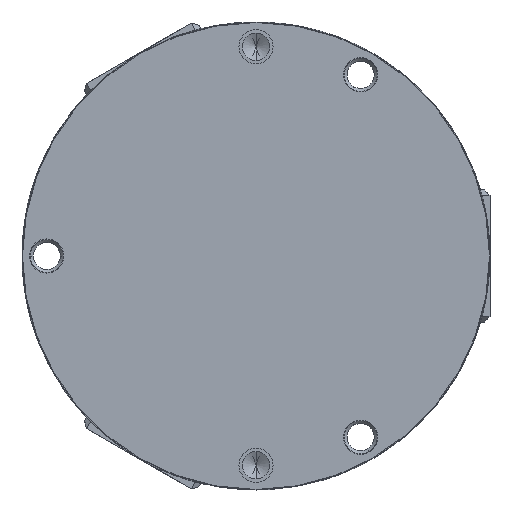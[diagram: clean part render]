
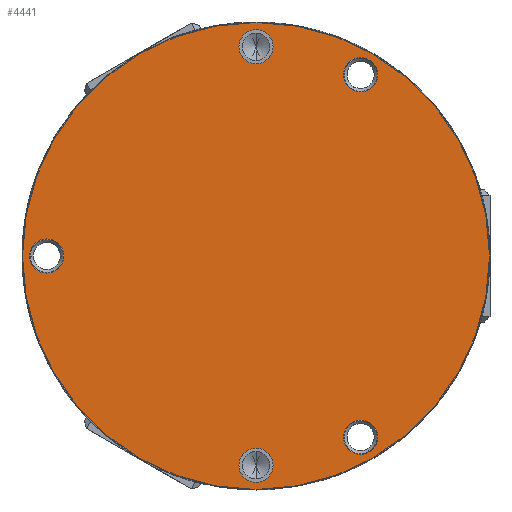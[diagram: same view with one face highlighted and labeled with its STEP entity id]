
A CAD part, front view. The second image highlights one B-rep face of the part: STEP entity #4441.
In plain terms, the highlighted planar face has unit normal (0, -1, 0).
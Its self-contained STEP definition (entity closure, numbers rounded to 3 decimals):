
#1981 = EDGE_CURVE( '', #3649, #4343, #5848, .T. );
#2543 = EDGE_CURVE( '', #3707, #3513, #6465, .T. );
#2545 = EDGE_CURVE( '', #5543, #4009, #6467, .T. );
#2653 = EDGE_CURVE( '', #3383, #5211, #6588, .T. );
#2737 = EDGE_CURVE( '', #5467, #2945, #6678, .T. );
#2945 = VERTEX_POINT( '', #6907 );
#3145 = EDGE_CURVE( '', #4009, #5543, #7126, .T. );
#3383 = VERTEX_POINT( '', #7398 );
#3475 = EDGE_CURVE( '', #3513, #3707, #7501, .T. );
#3513 = VERTEX_POINT( '', #7542 );
#3599 = EDGE_CURVE( '', #5211, #3383, #7639, .T. );
#3645 = VERTEX_POINT( '', #7688 );
#3649 = VERTEX_POINT( '', #7692 );
#3707 = VERTEX_POINT( '', #7755 );
#4009 = VERTEX_POINT( '', #8098 );
#4075 = EDGE_CURVE( '', #3645, #4801, #8168, .T. );
#4343 = VERTEX_POINT( '', #8464 );
#4441 = ADVANCED_FACE( '', ( #8570, #8571, #8572, #8573, #8574, #8575 ), #8576, .F. );
#4801 = VERTEX_POINT( '', #8976 );
#5211 = VERTEX_POINT( '', #9440 );
#5449 = EDGE_CURVE( '', #4343, #3649, #9702, .T. );
#5467 = VERTEX_POINT( '', #9721 );
#5473 = EDGE_CURVE( '', #4801, #3645, #9727, .T. );
#5543 = VERTEX_POINT( '', #9802 );
#5783 = EDGE_CURVE( '', #2945, #5467, #10073, .T. );
#5848 = CIRCLE( '', #10142, 42.4 );
#6465 = CIRCLE( '', #11032, 3.1 );
#6467 = CIRCLE( '', #11035, 3.1 );
#6588 = CIRCLE( '', #11197, 3.1 );
#6678 = CIRCLE( '', #11333, 3.1 );
#6907 = CARTESIAN_POINT( '', ( 0., 0., 34.9 ) );
#7126 = CIRCLE( '', #11957, 3.1 );
#7398 = CARTESIAN_POINT( '', ( 20.55, 0., -35.594 ) );
#7501 = CIRCLE( '', #12475, 3.1 );
#7542 = CARTESIAN_POINT( '', ( 17.45, 0., 30.224 ) );
#7639 = CIRCLE( '', #12674, 3.1 );
#7688 = CARTESIAN_POINT( '', ( 0., 0., -41.1 ) );
#7692 = CARTESIAN_POINT( '', ( -42.4, 0., 0. ) );
#7755 = CARTESIAN_POINT( '', ( 20.55, 0., 35.594 ) );
#8098 = CARTESIAN_POINT( '', ( -41.1, 0., 0. ) );
#8168 = CIRCLE( '', #13486, 3.1 );
#8464 = CARTESIAN_POINT( '', ( 42.4, 0., 0. ) );
#8570 = FACE_BOUND( '', #14096, .T. );
#8571 = FACE_BOUND( '', #14097, .T. );
#8572 = FACE_BOUND( '', #14098, .T. );
#8573 = FACE_BOUND( '', #14099, .T. );
#8574 = FACE_BOUND( '', #14100, .T. );
#8575 = FACE_OUTER_BOUND( '', #14101, .T. );
#8576 = PLANE( '', #14102 );
#8976 = CARTESIAN_POINT( '', ( 0., 0., -34.9 ) );
#9440 = CARTESIAN_POINT( '', ( 17.45, 0., -30.224 ) );
#9702 = CIRCLE( '', #15688, 42.4 );
#9721 = CARTESIAN_POINT( '', ( 0., 0., 41.1 ) );
#9727 = CIRCLE( '', #15724, 3.1 );
#9802 = CARTESIAN_POINT( '', ( -34.9, 0., 0. ) );
#10073 = CIRCLE( '', #16231, 3.1 );
#10142 = AXIS2_PLACEMENT_3D( '', #16299, #16300, #16301 );
#11032 = AXIS2_PLACEMENT_3D( '', #16996, #16997, #16998 );
#11035 = AXIS2_PLACEMENT_3D( '', #16999, #17000, #17001 );
#11197 = AXIS2_PLACEMENT_3D( '', #17121, #17122, #17123 );
#11333 = AXIS2_PLACEMENT_3D( '', #17209, #17210, #17211 );
#11957 = AXIS2_PLACEMENT_3D( '', #17682, #17683, #17684 );
#12475 = AXIS2_PLACEMENT_3D( '', #18139, #18140, #18141 );
#12674 = AXIS2_PLACEMENT_3D( '', #18304, #18305, #18306 );
#13486 = AXIS2_PLACEMENT_3D( '', #18929, #18930, #18931 );
#14096 = EDGE_LOOP( '', ( #19333, #19334 ) );
#14097 = EDGE_LOOP( '', ( #19335, #19336 ) );
#14098 = EDGE_LOOP( '', ( #19337, #19338 ) );
#14099 = EDGE_LOOP( '', ( #19339, #19340 ) );
#14100 = EDGE_LOOP( '', ( #19341, #19342 ) );
#14101 = EDGE_LOOP( '', ( #19343, #19344 ) );
#14102 = AXIS2_PLACEMENT_3D( '', #19345, #19346, #19347 );
#15688 = AXIS2_PLACEMENT_3D( '', #20683, #20684, #20685 );
#15724 = AXIS2_PLACEMENT_3D( '', #20711, #20712, #20713 );
#16231 = AXIS2_PLACEMENT_3D( '', #21119, #21120, #21121 );
#16299 = CARTESIAN_POINT( '', ( 0., 0., 0. ) );
#16300 = DIRECTION( '', ( 0., 1., 0. ) );
#16301 = DIRECTION( '', ( 1., 0., 0. ) );
#16996 = CARTESIAN_POINT( '', ( 19., 0., 32.909 ) );
#16997 = DIRECTION( '', ( 0., 1., 0. ) );
#16998 = DIRECTION( '', ( -0.5, 0., -0.866 ) );
#16999 = CARTESIAN_POINT( '', ( -38., 0., 0. ) );
#17000 = DIRECTION( '', ( 0., 1., 0. ) );
#17001 = DIRECTION( '', ( 1., 0., 0. ) );
#17121 = CARTESIAN_POINT( '', ( 19., 0., -32.909 ) );
#17122 = DIRECTION( '', ( 0., 1., 0. ) );
#17123 = DIRECTION( '', ( -0.5, 0., 0.866 ) );
#17209 = CARTESIAN_POINT( '', ( 0., 0., 38. ) );
#17210 = DIRECTION( '', ( 0., 1., 0. ) );
#17211 = DIRECTION( '', ( 0., 0., -1. ) );
#17682 = CARTESIAN_POINT( '', ( -38., 0., 0. ) );
#17683 = DIRECTION( '', ( 0., 1., 0. ) );
#17684 = DIRECTION( '', ( 1., 0., 0. ) );
#18139 = CARTESIAN_POINT( '', ( 19., 0., 32.909 ) );
#18140 = DIRECTION( '', ( 0., 1., 0. ) );
#18141 = DIRECTION( '', ( -0.5, 0., -0.866 ) );
#18304 = CARTESIAN_POINT( '', ( 19., 0., -32.909 ) );
#18305 = DIRECTION( '', ( 0., 1., 0. ) );
#18306 = DIRECTION( '', ( -0.5, 0., 0.866 ) );
#18929 = CARTESIAN_POINT( '', ( 0., 0., -38. ) );
#18930 = DIRECTION( '', ( 0., 1., 0. ) );
#18931 = DIRECTION( '', ( 0., 0., -1. ) );
#19333 = ORIENTED_EDGE( '', *, *, #5783, .T. );
#19334 = ORIENTED_EDGE( '', *, *, #2737, .T. );
#19335 = ORIENTED_EDGE( '', *, *, #4075, .T. );
#19336 = ORIENTED_EDGE( '', *, *, #5473, .T. );
#19337 = ORIENTED_EDGE( '', *, *, #3599, .T. );
#19338 = ORIENTED_EDGE( '', *, *, #2653, .T. );
#19339 = ORIENTED_EDGE( '', *, *, #3475, .T. );
#19340 = ORIENTED_EDGE( '', *, *, #2543, .T. );
#19341 = ORIENTED_EDGE( '', *, *, #2545, .T. );
#19342 = ORIENTED_EDGE( '', *, *, #3145, .T. );
#19343 = ORIENTED_EDGE( '', *, *, #5449, .F. );
#19344 = ORIENTED_EDGE( '', *, *, #1981, .F. );
#19345 = CARTESIAN_POINT( '', ( 0., 0., 0. ) );
#19346 = DIRECTION( '', ( 0., 1., 0. ) );
#19347 = DIRECTION( '', ( 0., 0., 1. ) );
#20683 = CARTESIAN_POINT( '', ( 0., 0., 0. ) );
#20684 = DIRECTION( '', ( 0., 1., 0. ) );
#20685 = DIRECTION( '', ( 1., 0., 0. ) );
#20711 = CARTESIAN_POINT( '', ( 0., 0., -38. ) );
#20712 = DIRECTION( '', ( 0., 1., 0. ) );
#20713 = DIRECTION( '', ( 0., 0., -1. ) );
#21119 = CARTESIAN_POINT( '', ( 0., 0., 38. ) );
#21120 = DIRECTION( '', ( 0., 1., 0. ) );
#21121 = DIRECTION( '', ( 0., 0., -1. ) );
